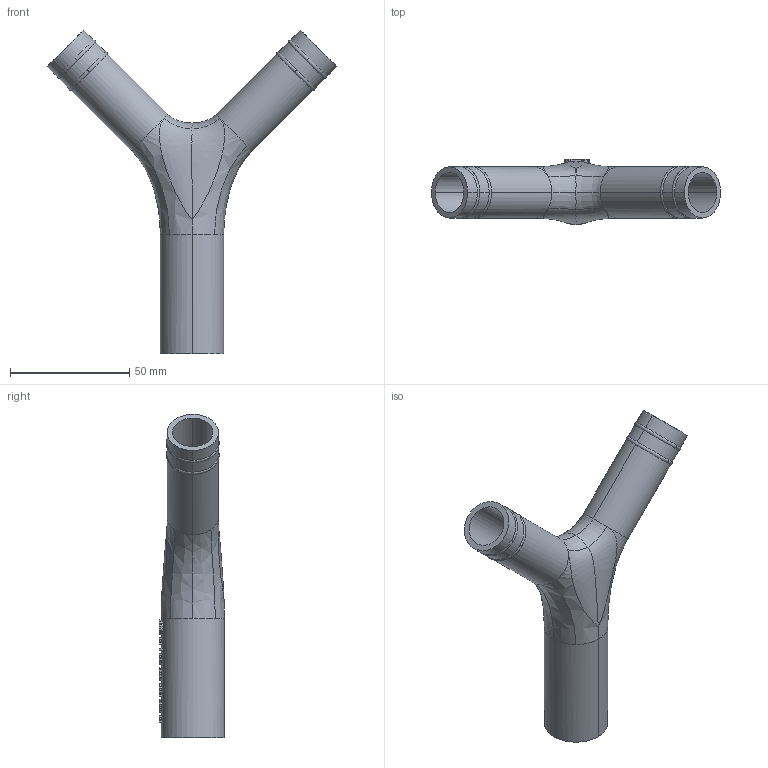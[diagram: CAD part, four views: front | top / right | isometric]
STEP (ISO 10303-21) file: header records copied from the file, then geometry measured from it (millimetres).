
FILE_DESCRIPTION((''),'2;1');
FILE_NAME('FOR_SRINAGAR','2020-03-31T14:20:14',('W05-PC'),(''),'CREO PARAMETRIC BY PTC INC, 2016510','CREO PARAMETRIC BY PTC INC, 2016510','');
FILE_SCHEMA(('CONFIG_CONTROL_DESIGN'));
Length unit declared in the file: millimetre
Products named in the file (1): FOR_SRINAGAR
Bounding box: 121.27 x 27.3 x 135.63 mm (x, y, z)
Volume: 32870.4 mm3; surface area: 29150 mm2
Topology: 1 solids, 1 shells, 355 faces, 1050 edges, 700 vertices
Faces by surface type: plane 289, bspline 35, cylinder 23, torus 8
Entity records: 15845 total; most frequent: CARTESIAN_POINT 6848, ORIENTED_EDGE 2100, DIRECTION 1538, EDGE_CURVE 1050, VERTEX_POINT 700, VECTOR 626, LINE 626, AXIS2_PLACEMENT_3D 456
